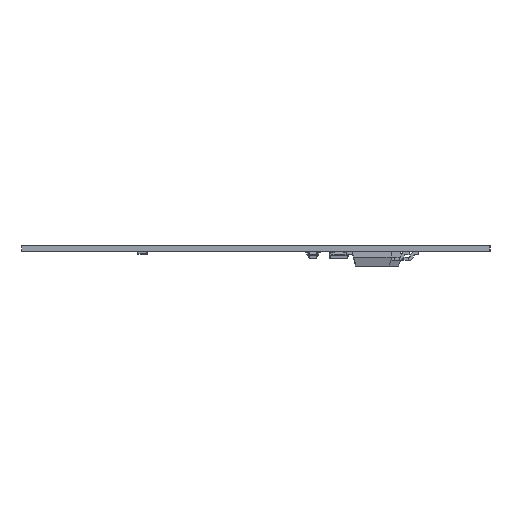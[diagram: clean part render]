
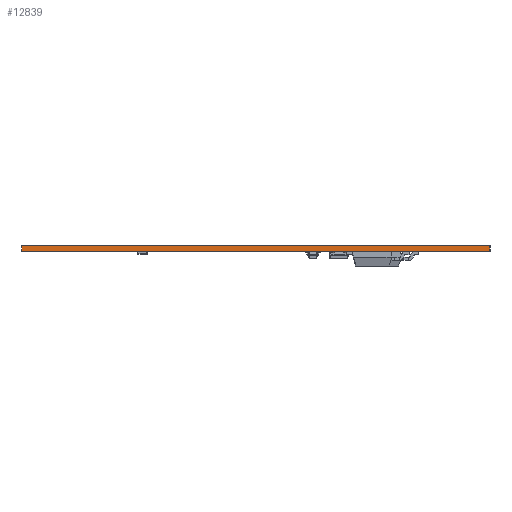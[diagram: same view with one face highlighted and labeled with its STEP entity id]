
A CAD part, left-side view. The second image highlights one B-rep face of the part: STEP entity #12839.
In plain terms, the highlighted planar face has unit normal (-1, 0, 0).
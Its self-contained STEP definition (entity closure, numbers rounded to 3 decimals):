
#12723 = EDGE_CURVE('',#12724,#12726,#12728,.T.);
#12724 = VERTEX_POINT('',#12725);
#12725 = CARTESIAN_POINT('',(150.,-50.,0.));
#12726 = VERTEX_POINT('',#12727);
#12727 = CARTESIAN_POINT('',(150.,-50.,0.8));
#12728 = SURFACE_CURVE('',#12729,(#12733,#12745),.PCURVE_S1.);
#12729 = LINE('',#12730,#12731);
#12730 = CARTESIAN_POINT('',(150.,-50.,0.));
#12731 = VECTOR('',#12732,1.);
#12732 = DIRECTION('',(0.,0.,1.));
#12733 = PCURVE('',#12734,#12739);
#12734 = PLANE('',#12735);
#12735 = AXIS2_PLACEMENT_3D('',#12736,#12737,#12738);
#12736 = CARTESIAN_POINT('',(150.,-50.,0.));
#12737 = DIRECTION('',(0.,1.,0.));
#12738 = DIRECTION('',(1.,0.,0.));
#12739 = DEFINITIONAL_REPRESENTATION('',(#12740),#12744);
#12740 = LINE('',#12741,#12742);
#12741 = CARTESIAN_POINT('',(0.,0.));
#12742 = VECTOR('',#12743,1.);
#12743 = DIRECTION('',(0.,-1.));
#12744 = ( GEOMETRIC_REPRESENTATION_CONTEXT(2) 
PARAMETRIC_REPRESENTATION_CONTEXT() REPRESENTATION_CONTEXT('2D SPACE',''
  ) );
#12745 = PCURVE('',#12746,#12751);
#12746 = PLANE('',#12747);
#12747 = AXIS2_PLACEMENT_3D('',#12748,#12749,#12750);
#12748 = CARTESIAN_POINT('',(150.,-124.,0.));
#12749 = DIRECTION('',(-1.,0.,0.));
#12750 = DIRECTION('',(0.,1.,0.));
#12751 = DEFINITIONAL_REPRESENTATION('',(#12752),#12756);
#12752 = LINE('',#12753,#12754);
#12753 = CARTESIAN_POINT('',(74.,0.));
#12754 = VECTOR('',#12755,1.);
#12755 = DIRECTION('',(0.,-1.));
#12756 = ( GEOMETRIC_REPRESENTATION_CONTEXT(2) 
PARAMETRIC_REPRESENTATION_CONTEXT() REPRESENTATION_CONTEXT('2D SPACE',''
  ) );
#12774 = PLANE('',#12775);
#12775 = AXIS2_PLACEMENT_3D('',#12776,#12777,#12778);
#12776 = CARTESIAN_POINT('',(200.,-87.,0.8));
#12777 = DIRECTION('',(-0.,-0.,-1.));
#12778 = DIRECTION('',(-1.,0.,0.));
#12828 = PLANE('',#12829);
#12829 = AXIS2_PLACEMENT_3D('',#12830,#12831,#12832);
#12830 = CARTESIAN_POINT('',(200.,-87.,0.));
#12831 = DIRECTION('',(-0.,-0.,-1.));
#12832 = DIRECTION('',(-1.,0.,0.));
#12839 = ADVANCED_FACE('',(#12840),#12746,.T.);
#12840 = FACE_BOUND('',#12841,.T.);
#12841 = EDGE_LOOP('',(#12842,#12872,#12893,#12894));
#12842 = ORIENTED_EDGE('',*,*,#12843,.T.);
#12843 = EDGE_CURVE('',#12844,#12846,#12848,.T.);
#12844 = VERTEX_POINT('',#12845);
#12845 = CARTESIAN_POINT('',(150.,-124.,0.));
#12846 = VERTEX_POINT('',#12847);
#12847 = CARTESIAN_POINT('',(150.,-124.,0.8));
#12848 = SURFACE_CURVE('',#12849,(#12853,#12860),.PCURVE_S1.);
#12849 = LINE('',#12850,#12851);
#12850 = CARTESIAN_POINT('',(150.,-124.,0.));
#12851 = VECTOR('',#12852,1.);
#12852 = DIRECTION('',(0.,0.,1.));
#12853 = PCURVE('',#12746,#12854);
#12854 = DEFINITIONAL_REPRESENTATION('',(#12855),#12859);
#12855 = LINE('',#12856,#12857);
#12856 = CARTESIAN_POINT('',(0.,0.));
#12857 = VECTOR('',#12858,1.);
#12858 = DIRECTION('',(0.,-1.));
#12859 = ( GEOMETRIC_REPRESENTATION_CONTEXT(2) 
PARAMETRIC_REPRESENTATION_CONTEXT() REPRESENTATION_CONTEXT('2D SPACE',''
  ) );
#12860 = PCURVE('',#12861,#12866);
#12861 = PLANE('',#12862);
#12862 = AXIS2_PLACEMENT_3D('',#12863,#12864,#12865);
#12863 = CARTESIAN_POINT('',(250.,-124.,0.));
#12864 = DIRECTION('',(0.,-1.,0.));
#12865 = DIRECTION('',(-1.,0.,0.));
#12866 = DEFINITIONAL_REPRESENTATION('',(#12867),#12871);
#12867 = LINE('',#12868,#12869);
#12868 = CARTESIAN_POINT('',(100.,0.));
#12869 = VECTOR('',#12870,1.);
#12870 = DIRECTION('',(0.,-1.));
#12871 = ( GEOMETRIC_REPRESENTATION_CONTEXT(2) 
PARAMETRIC_REPRESENTATION_CONTEXT() REPRESENTATION_CONTEXT('2D SPACE',''
  ) );
#12872 = ORIENTED_EDGE('',*,*,#12873,.T.);
#12873 = EDGE_CURVE('',#12846,#12726,#12874,.T.);
#12874 = SURFACE_CURVE('',#12875,(#12879,#12886),.PCURVE_S1.);
#12875 = LINE('',#12876,#12877);
#12876 = CARTESIAN_POINT('',(150.,-124.,0.8));
#12877 = VECTOR('',#12878,1.);
#12878 = DIRECTION('',(0.,1.,0.));
#12879 = PCURVE('',#12746,#12880);
#12880 = DEFINITIONAL_REPRESENTATION('',(#12881),#12885);
#12881 = LINE('',#12882,#12883);
#12882 = CARTESIAN_POINT('',(0.,-0.8));
#12883 = VECTOR('',#12884,1.);
#12884 = DIRECTION('',(1.,0.));
#12885 = ( GEOMETRIC_REPRESENTATION_CONTEXT(2) 
PARAMETRIC_REPRESENTATION_CONTEXT() REPRESENTATION_CONTEXT('2D SPACE',''
  ) );
#12886 = PCURVE('',#12774,#12887);
#12887 = DEFINITIONAL_REPRESENTATION('',(#12888),#12892);
#12888 = LINE('',#12889,#12890);
#12889 = CARTESIAN_POINT('',(50.,-37.));
#12890 = VECTOR('',#12891,1.);
#12891 = DIRECTION('',(0.,1.));
#12892 = ( GEOMETRIC_REPRESENTATION_CONTEXT(2) 
PARAMETRIC_REPRESENTATION_CONTEXT() REPRESENTATION_CONTEXT('2D SPACE',''
  ) );
#12893 = ORIENTED_EDGE('',*,*,#12723,.F.);
#12894 = ORIENTED_EDGE('',*,*,#12895,.F.);
#12895 = EDGE_CURVE('',#12844,#12724,#12896,.T.);
#12896 = SURFACE_CURVE('',#12897,(#12901,#12908),.PCURVE_S1.);
#12897 = LINE('',#12898,#12899);
#12898 = CARTESIAN_POINT('',(150.,-124.,0.));
#12899 = VECTOR('',#12900,1.);
#12900 = DIRECTION('',(0.,1.,0.));
#12901 = PCURVE('',#12746,#12902);
#12902 = DEFINITIONAL_REPRESENTATION('',(#12903),#12907);
#12903 = LINE('',#12904,#12905);
#12904 = CARTESIAN_POINT('',(0.,0.));
#12905 = VECTOR('',#12906,1.);
#12906 = DIRECTION('',(1.,0.));
#12907 = ( GEOMETRIC_REPRESENTATION_CONTEXT(2) 
PARAMETRIC_REPRESENTATION_CONTEXT() REPRESENTATION_CONTEXT('2D SPACE',''
  ) );
#12908 = PCURVE('',#12828,#12909);
#12909 = DEFINITIONAL_REPRESENTATION('',(#12910),#12914);
#12910 = LINE('',#12911,#12912);
#12911 = CARTESIAN_POINT('',(50.,-37.));
#12912 = VECTOR('',#12913,1.);
#12913 = DIRECTION('',(0.,1.));
#12914 = ( GEOMETRIC_REPRESENTATION_CONTEXT(2) 
PARAMETRIC_REPRESENTATION_CONTEXT() REPRESENTATION_CONTEXT('2D SPACE',''
  ) );
